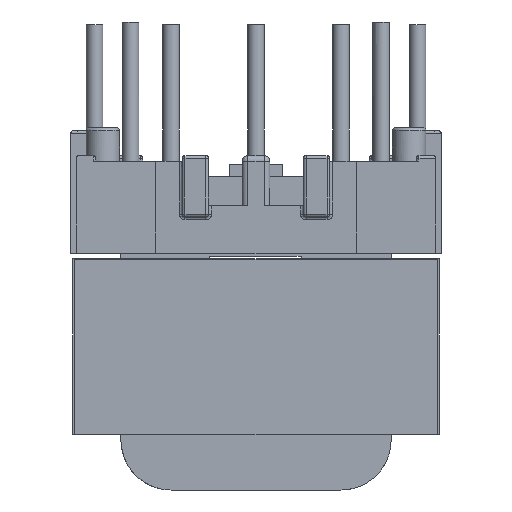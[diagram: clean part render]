
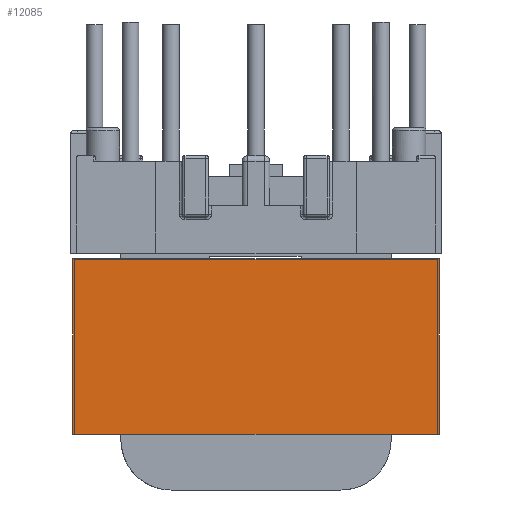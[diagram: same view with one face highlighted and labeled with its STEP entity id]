
A CAD part, front view. The second image highlights one B-rep face of the part: STEP entity #12085.
In plain terms, the highlighted free-form (B-spline) face has degree [1, 1] with [2, 2] control points.
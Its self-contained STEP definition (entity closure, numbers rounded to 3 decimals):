
#11973 = EDGE_CURVE('',#11974,#11976,#11978,.T.);
#11974 = VERTEX_POINT('',#11975);
#11975 = CARTESIAN_POINT('',(-9.029,-2.918,
    4.875));
#11976 = VERTEX_POINT('',#11977);
#11977 = CARTESIAN_POINT('',(9.029,-2.918,
    4.875));
#11978 = B_SPLINE_CURVE_WITH_KNOTS('',1,(#11979,#11980),.UNSPECIFIED.,
  .F.,.F.,(2,2),(-0.075,13.075),.PIECEWISE_BEZIER_KNOTS.);
#11979 = CARTESIAN_POINT('',(-9.029,-2.918,
    4.875));
#11980 = CARTESIAN_POINT('',(9.029,-2.918,
    4.875));
#12031 = EDGE_CURVE('',#12032,#12034,#12036,.T.);
#12032 = VERTEX_POINT('',#12033);
#12033 = CARTESIAN_POINT('',(-9.029,-2.918,
    -3.777));
#12034 = VERTEX_POINT('',#12035);
#12035 = CARTESIAN_POINT('',(9.029,-2.918,
    -3.777));
#12036 = B_SPLINE_CURVE_WITH_KNOTS('',1,(#12037,#12038),.UNSPECIFIED.,
  .F.,.F.,(2,2),(-0.075,13.075),.PIECEWISE_BEZIER_KNOTS.);
#12037 = CARTESIAN_POINT('',(-9.029,-2.918,
    -3.777));
#12038 = CARTESIAN_POINT('',(9.029,-2.918,
    -3.777));
#12085 = ADVANCED_FACE('',(#12086),#12100,.F.);
#12086 = FACE_BOUND('',#12087,.T.);
#12087 = EDGE_LOOP('',(#12088,#12089,#12094,#12095));
#12088 = ORIENTED_EDGE('',*,*,#12031,.T.);
#12089 = ORIENTED_EDGE('',*,*,#12090,.F.);
#12090 = EDGE_CURVE('',#11976,#12034,#12091,.T.);
#12091 = B_SPLINE_CURVE_WITH_KNOTS('',1,(#12092,#12093),.UNSPECIFIED.,
  .F.,.F.,(2,2),(0.,6.3),.PIECEWISE_BEZIER_KNOTS.);
#12092 = CARTESIAN_POINT('',(9.029,-2.918,
    4.875));
#12093 = CARTESIAN_POINT('',(9.029,-2.918,
    -3.777));
#12094 = ORIENTED_EDGE('',*,*,#11973,.F.);
#12095 = ORIENTED_EDGE('',*,*,#12096,.T.);
#12096 = EDGE_CURVE('',#11974,#12032,#12097,.T.);
#12097 = B_SPLINE_CURVE_WITH_KNOTS('',1,(#12098,#12099),.UNSPECIFIED.,
  .F.,.F.,(2,2),(0.,6.3),.PIECEWISE_BEZIER_KNOTS.);
#12098 = CARTESIAN_POINT('',(-9.029,-2.918,
    4.875));
#12099 = CARTESIAN_POINT('',(-9.029,-2.918,
    -3.777));
#12100 = B_SPLINE_SURFACE_WITH_KNOTS('',1,1,(
    (#12101,#12102)
    ,(#12103,#12104
    )),.UNSPECIFIED.,.F.,.F.,.F.,(2,2),(2,2),(-6.3,0.),(-0.075,13.075)
  ,.PIECEWISE_BEZIER_KNOTS.);
#12101 = CARTESIAN_POINT('',(-9.029,-2.918,
    -3.777));
#12102 = CARTESIAN_POINT('',(9.029,-2.918,
    -3.777));
#12103 = CARTESIAN_POINT('',(-9.029,-2.918,
    4.875));
#12104 = CARTESIAN_POINT('',(9.029,-2.918,
    4.875));
